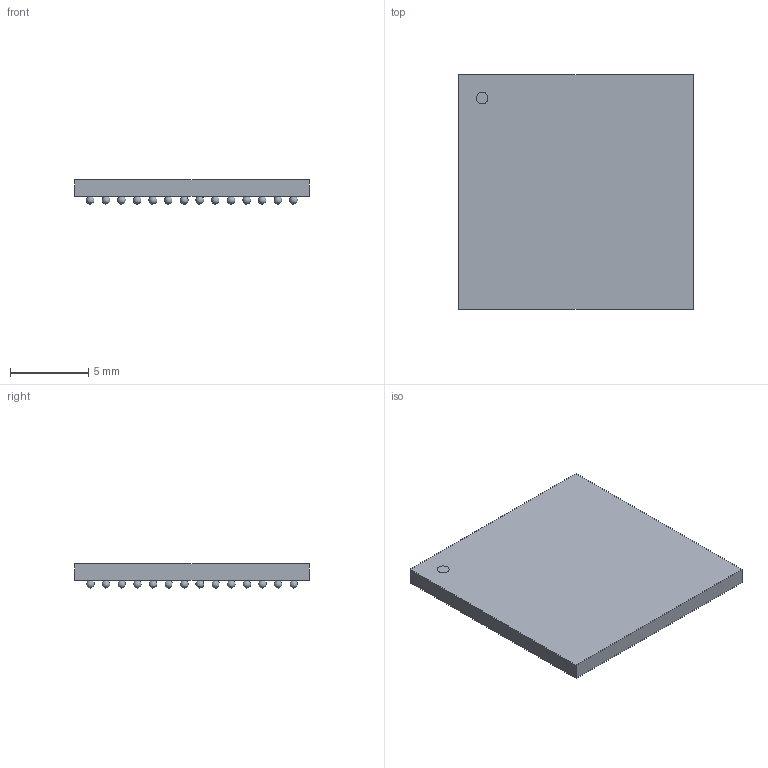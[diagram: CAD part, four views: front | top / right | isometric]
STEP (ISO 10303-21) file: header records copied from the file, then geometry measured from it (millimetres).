
FILE_DESCRIPTION(('STEP AP214'),'1');
FILE_NAME('FTGB196_AMD','2025-12-23T08:48:17',(''),(''),'','','');
FILE_SCHEMA(('AUTOMOTIVE_DESIGN'));
Length unit declared in the file: millimetre
Products named in the file (1): product
Bounding box: 15.01 x 15.01 x 1.55 mm (x, y, z)
Volume: 248.3 mm3; surface area: 673.1 mm2
Topology: 198 solids, 198 shells, 205 faces, 603 edges, 402 vertices
Faces by surface type: sphere 196, plane 8, cylinder 1
Full cylindrical faces by diameter (mm): 0.751 x1
Entity records: 2137 total; most frequent: DIRECTION 430, CARTESIAN_POINT 219, AXIS2_PLACEMENT_3D 209, STYLED_ITEM 205, ADVANCED_FACE 205, MANIFOLD_SOLID_BREP 198, CLOSED_SHELL 198, SPHERICAL_SURFACE 196
